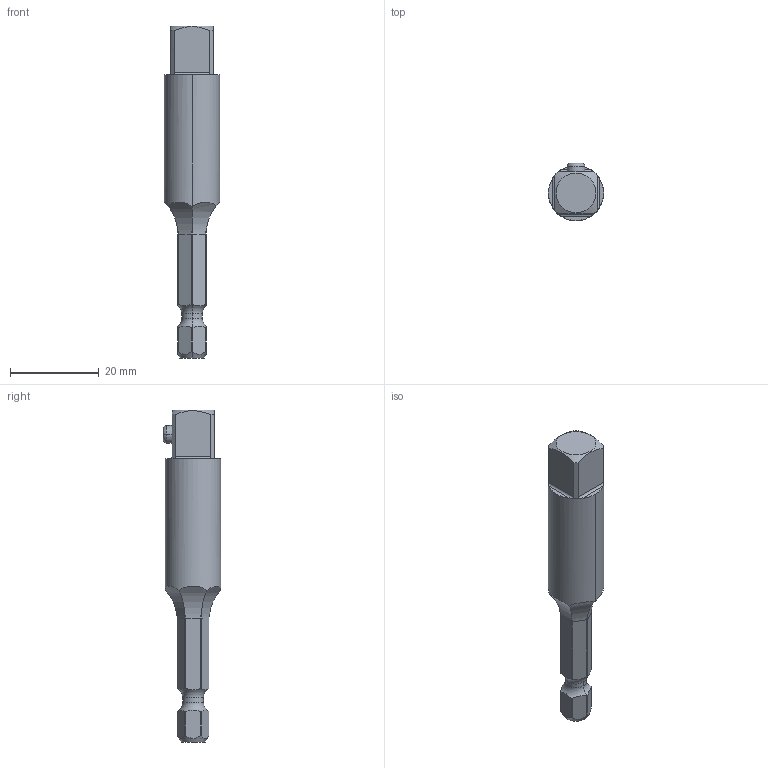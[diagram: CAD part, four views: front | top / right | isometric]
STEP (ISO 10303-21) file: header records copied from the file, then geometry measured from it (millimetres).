
FILE_DESCRIPTION((''),'2;1');
FILE_NAME('4027101711','2023-08-22T12:48:09',('A00565553'),(''),'CREO PARAMETRIC BY PTC INC, 2022414','CREO PARAMETRIC BY PTC INC, 2022414','');
FILE_SCHEMA(('CONFIG_CONTROL_DESIGN','GEOMETRIC_VALIDATION_PROPERTIES_MIM'));
Length unit declared in the file: millimetre
Products named in the file (1): 4027101711
Bounding box: 12.5 x 13 x 75 mm (x, y, z)
Volume: 5817.2 mm3; surface area: 2724.2 mm2
Topology: 2 solids, 2 shells, 80 faces, 194 edges, 122 vertices
Faces by surface type: cylinder 36, plane 24, torus 12, cone 6, bspline 2
Entity records: 3907 total; most frequent: CARTESIAN_POINT 1334, ORIENTED_EDGE 388, DIRECTION 358, PRESENTATION_STYLE_ASSIGNMENT 204, STYLED_ITEM 196, CURVE_STYLE 194, EDGE_CURVE 194, AXIS2_PLACEMENT_3D 148
